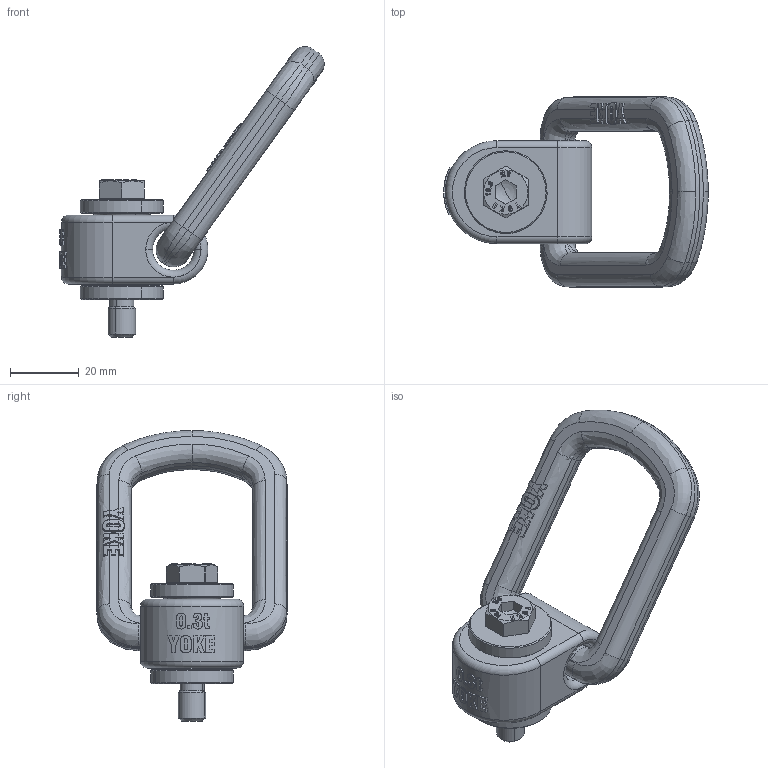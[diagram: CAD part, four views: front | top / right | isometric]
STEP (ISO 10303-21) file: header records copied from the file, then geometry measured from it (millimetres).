
FILE_DESCRIPTION(('CATIA V5 STEP Exchange'),'2;1');
FILE_NAME('8-211-003.stp','2013-10-02T01:05:04+00:00',('none'),('none'),'CATIA Version 5 Release 18 SP 8 (IN-10)','CATIA V5 STEP AP203','none');
FILE_SCHEMA(('CONFIG_CONTROL_DESIGN'));
Products named in the file (1): 8-211-003
Assembly tree (4 placements, depth 2):
  8-211-003
    #56
    #14942
    #29675
    #30335
Bounding box: 76.75 x 55.2 x 84.44 mm (x, y, z)
Volume: 40593.3 mm3; surface area: 17929.8 mm2
Topology: 4 solids, 4 shells, 1189 faces, 3371 edges, 2215 vertices
Faces by surface type: plane 1033, bspline 53, cylinder 43, cone 36, torus 22, sphere 2
Entity records: 44940 total; most frequent: CARTESIAN_POINT 16966, ORIENTED_EDGE 6738, DIRECTION 4243, EDGE_CURVE 3369, VERTEX_POINT 2215, VECTOR 1958, LINE 1958, AXIS2_PLACEMENT_3D 1237
